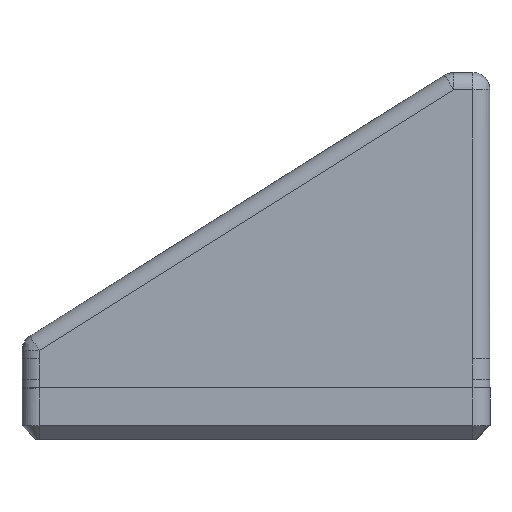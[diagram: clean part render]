
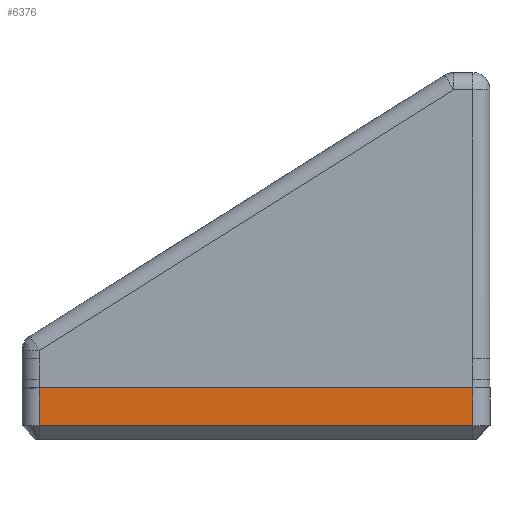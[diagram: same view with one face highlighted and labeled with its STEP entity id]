
A CAD part, left-side view. The second image highlights one B-rep face of the part: STEP entity #6376.
In plain terms, the highlighted planar face has unit normal (-1, 0, 0).
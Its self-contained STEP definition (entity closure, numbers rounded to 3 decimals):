
#1234 = ( BOUNDED_SURFACE() B_SPLINE_SURFACE(1,2,(
    (#1235,#1236,#1237)
    ,(#1238,#1239,#1240
)),.UNSPECIFIED.,.F.,.F.,.F.) B_SPLINE_SURFACE_WITH_KNOTS((2,2),(3,3),(
    0.,12.6),(0.,0.785),.PIECEWISE_BEZIER_KNOTS.) 
GEOMETRIC_REPRESENTATION_ITEM() RATIONAL_B_SPLINE_SURFACE((
    (1.,0.707,1.)
,(1.,0.707,1.))) REPRESENTATION_ITEM('') SURFACE() );
#1235 = CARTESIAN_POINT('',(0.,0.5,
    1.5));
#1236 = CARTESIAN_POINT('',(0.,0.5,
    1.));
#1237 = CARTESIAN_POINT('',(0.5,0.5,1.));
#1238 = CARTESIAN_POINT('',(0.,13.1,
    1.5));
#1239 = CARTESIAN_POINT('',(0.,13.1,
    1.));
#1240 = CARTESIAN_POINT('',(0.5,13.1,1.));
#1799 = CYLINDRICAL_SURFACE('',#1800,0.5);
#1800 = AXIS2_PLACEMENT_3D('',#1801,#1802,#1803);
#1801 = CARTESIAN_POINT('',(0.5,13.1,0.));
#1802 = DIRECTION('',(0.,0.,1.));
#1803 = DIRECTION('',(-1.,0.,0.));
#3826 = EDGE_CURVE('',#3827,#3829,#3831,.T.);
#3827 = VERTEX_POINT('',#3828);
#3828 = CARTESIAN_POINT('',(0.,0.5,
    1.5));
#3829 = VERTEX_POINT('',#3830);
#3830 = CARTESIAN_POINT('',(0.,13.1,1.5));
#3831 = SURFACE_CURVE('',#3832,(#3836,#3843),.PCURVE_S1.);
#3832 = LINE('',#3833,#3834);
#3833 = CARTESIAN_POINT('',(0.,0.,1.5));
#3834 = VECTOR('',#3835,1.);
#3835 = DIRECTION('',(0.,1.,0.));
#3836 = PCURVE('',#1234,#3837);
#3837 = DEFINITIONAL_REPRESENTATION('',(#3838),#3842);
#3838 = B_SPLINE_CURVE_WITH_KNOTS('',2,(#3839,#3840,#3841),
  .UNSPECIFIED.,.F.,.F.,(3,3),(0.5,13.1),
  .PIECEWISE_BEZIER_KNOTS.);
#3839 = CARTESIAN_POINT('',(0.,0.));
#3840 = CARTESIAN_POINT('',(6.3,0.));
#3841 = CARTESIAN_POINT('',(12.6,0.));
#3842 = ( GEOMETRIC_REPRESENTATION_CONTEXT(2) 
PARAMETRIC_REPRESENTATION_CONTEXT() REPRESENTATION_CONTEXT('2D SPACE',''
  ) );
#3843 = PCURVE('',#3844,#3849);
#3844 = PLANE('',#3845);
#3845 = AXIS2_PLACEMENT_3D('',#3846,#3847,#3848);
#3846 = CARTESIAN_POINT('',(0.,0.,0.));
#3847 = DIRECTION('',(1.,0.,0.));
#3848 = DIRECTION('',(0.,0.,1.));
#3849 = DEFINITIONAL_REPRESENTATION('',(#3850),#3854);
#3850 = LINE('',#3851,#3852);
#3851 = CARTESIAN_POINT('',(1.5,0.));
#3852 = VECTOR('',#3853,1.);
#3853 = DIRECTION('',(0.,-1.));
#3854 = ( GEOMETRIC_REPRESENTATION_CONTEXT(2) 
PARAMETRIC_REPRESENTATION_CONTEXT() REPRESENTATION_CONTEXT('2D SPACE',''
  ) );
#3892 = ( BOUNDED_SURFACE() B_SPLINE_SURFACE(2,2,(
    (#3893,#3894,#3895)
    ,(#3896,#3897,#3898)
    ,(#3899,#3900,#3901
)),.UNSPECIFIED.,.F.,.F.,.F.) B_SPLINE_SURFACE_WITH_KNOTS((3,3),(3,3),(
    0.,1.),(0.,1.),.PIECEWISE_BEZIER_KNOTS.) 
GEOMETRIC_REPRESENTATION_ITEM() RATIONAL_B_SPLINE_SURFACE((
    (1.,0.707,1.)
    ,(0.707,0.5,0.707)
,(1.,0.707,1.))) REPRESENTATION_ITEM('') SURFACE() );
#3893 = CARTESIAN_POINT('',(0.5,0.5,1.));
#3894 = CARTESIAN_POINT('',(0.,0.5,
    1.));
#3895 = CARTESIAN_POINT('',(0.,0.5,
    1.5));
#3896 = CARTESIAN_POINT('',(0.5,0.,1.));
#3897 = CARTESIAN_POINT('',(0.,0.,
    1.));
#3898 = CARTESIAN_POINT('',(0.,0.5,
    1.5));
#3899 = CARTESIAN_POINT('',(0.5,0.,1.5));
#3900 = CARTESIAN_POINT('',(0.,0.,
    1.5));
#3901 = CARTESIAN_POINT('',(0.,0.5,
    1.5));
#3935 = EDGE_CURVE('',#3936,#3829,#3938,.T.);
#3936 = VERTEX_POINT('',#3937);
#3937 = CARTESIAN_POINT('',(0.,13.1,0.4));
#3938 = SURFACE_CURVE('',#3939,(#3943,#3950),.PCURVE_S1.);
#3939 = LINE('',#3940,#3941);
#3940 = CARTESIAN_POINT('',(0.,13.1,0.));
#3941 = VECTOR('',#3942,1.);
#3942 = DIRECTION('',(0.,0.,1.));
#3943 = PCURVE('',#1799,#3944);
#3944 = DEFINITIONAL_REPRESENTATION('',(#3945),#3949);
#3945 = LINE('',#3946,#3947);
#3946 = CARTESIAN_POINT('',(-0.,0.));
#3947 = VECTOR('',#3948,1.);
#3948 = DIRECTION('',(-0.,1.));
#3949 = ( GEOMETRIC_REPRESENTATION_CONTEXT(2) 
PARAMETRIC_REPRESENTATION_CONTEXT() REPRESENTATION_CONTEXT('2D SPACE',''
  ) );
#3950 = PCURVE('',#3844,#3951);
#3951 = DEFINITIONAL_REPRESENTATION('',(#3952),#3956);
#3952 = LINE('',#3953,#3954);
#3953 = CARTESIAN_POINT('',(0.,-13.1));
#3954 = VECTOR('',#3955,1.);
#3955 = DIRECTION('',(1.,0.));
#3956 = ( GEOMETRIC_REPRESENTATION_CONTEXT(2) 
PARAMETRIC_REPRESENTATION_CONTEXT() REPRESENTATION_CONTEXT('2D SPACE',''
  ) );
#6376 = ADVANCED_FACE('',(#6377),#3844,.F.);
#6377 = FACE_BOUND('',#6378,.F.);
#6378 = EDGE_LOOP('',(#6379,#6409,#6435,#6436,#6437));
#6379 = ORIENTED_EDGE('',*,*,#6380,.F.);
#6380 = EDGE_CURVE('',#6381,#6383,#6385,.T.);
#6381 = VERTEX_POINT('',#6382);
#6382 = CARTESIAN_POINT('',(0.,0.5,0.4));
#6383 = VERTEX_POINT('',#6384);
#6384 = CARTESIAN_POINT('',(0.,0.5,1.5));
#6385 = SURFACE_CURVE('',#6386,(#6390,#6397),.PCURVE_S1.);
#6386 = LINE('',#6387,#6388);
#6387 = CARTESIAN_POINT('',(0.,0.5,0.));
#6388 = VECTOR('',#6389,1.);
#6389 = DIRECTION('',(0.,0.,1.));
#6390 = PCURVE('',#3844,#6391);
#6391 = DEFINITIONAL_REPRESENTATION('',(#6392),#6396);
#6392 = LINE('',#6393,#6394);
#6393 = CARTESIAN_POINT('',(0.,-0.5));
#6394 = VECTOR('',#6395,1.);
#6395 = DIRECTION('',(1.,0.));
#6396 = ( GEOMETRIC_REPRESENTATION_CONTEXT(2) 
PARAMETRIC_REPRESENTATION_CONTEXT() REPRESENTATION_CONTEXT('2D SPACE',''
  ) );
#6397 = PCURVE('',#6398,#6403);
#6398 = CYLINDRICAL_SURFACE('',#6399,0.5);
#6399 = AXIS2_PLACEMENT_3D('',#6400,#6401,#6402);
#6400 = CARTESIAN_POINT('',(0.5,0.5,0.));
#6401 = DIRECTION('',(0.,0.,1.));
#6402 = DIRECTION('',(-1.,0.,0.));
#6403 = DEFINITIONAL_REPRESENTATION('',(#6404),#6408);
#6404 = LINE('',#6405,#6406);
#6405 = CARTESIAN_POINT('',(0.,0.));
#6406 = VECTOR('',#6407,1.);
#6407 = DIRECTION('',(0.,1.));
#6408 = ( GEOMETRIC_REPRESENTATION_CONTEXT(2) 
PARAMETRIC_REPRESENTATION_CONTEXT() REPRESENTATION_CONTEXT('2D SPACE',''
  ) );
#6409 = ORIENTED_EDGE('',*,*,#6410,.T.);
#6410 = EDGE_CURVE('',#6381,#3936,#6411,.T.);
#6411 = SURFACE_CURVE('',#6412,(#6416,#6423),.PCURVE_S1.);
#6412 = LINE('',#6413,#6414);
#6413 = CARTESIAN_POINT('',(0.,0.5,0.4));
#6414 = VECTOR('',#6415,1.);
#6415 = DIRECTION('',(0.,1.,0.));
#6416 = PCURVE('',#3844,#6417);
#6417 = DEFINITIONAL_REPRESENTATION('',(#6418),#6422);
#6418 = LINE('',#6419,#6420);
#6419 = CARTESIAN_POINT('',(0.4,-0.5));
#6420 = VECTOR('',#6421,1.);
#6421 = DIRECTION('',(0.,-1.));
#6422 = ( GEOMETRIC_REPRESENTATION_CONTEXT(2) 
PARAMETRIC_REPRESENTATION_CONTEXT() REPRESENTATION_CONTEXT('2D SPACE',''
  ) );
#6423 = PCURVE('',#6424,#6429);
#6424 = PLANE('',#6425);
#6425 = AXIS2_PLACEMENT_3D('',#6426,#6427,#6428);
#6426 = CARTESIAN_POINT('',(0.2,0.5,0.2));
#6427 = DIRECTION('',(-0.707,0.,-0.707));
#6428 = DIRECTION('',(0.,1.,0.));
#6429 = DEFINITIONAL_REPRESENTATION('',(#6430),#6434);
#6430 = LINE('',#6431,#6432);
#6431 = CARTESIAN_POINT('',(0.,-0.283));
#6432 = VECTOR('',#6433,1.);
#6433 = DIRECTION('',(1.,0.));
#6434 = ( GEOMETRIC_REPRESENTATION_CONTEXT(2) 
PARAMETRIC_REPRESENTATION_CONTEXT() REPRESENTATION_CONTEXT('2D SPACE',''
  ) );
#6435 = ORIENTED_EDGE('',*,*,#3935,.T.);
#6436 = ORIENTED_EDGE('',*,*,#3826,.F.);
#6437 = ORIENTED_EDGE('',*,*,#6438,.F.);
#6438 = EDGE_CURVE('',#6383,#3827,#6439,.T.);
#6439 = SURFACE_CURVE('',#6440,(#6444,#6451),.PCURVE_S1.);
#6440 = LINE('',#6441,#6442);
#6441 = CARTESIAN_POINT('',(0.,0.,1.5));
#6442 = VECTOR('',#6443,1.);
#6443 = DIRECTION('',(0.,1.,0.));
#6444 = PCURVE('',#3844,#6445);
#6445 = DEFINITIONAL_REPRESENTATION('',(#6446),#6450);
#6446 = LINE('',#6447,#6448);
#6447 = CARTESIAN_POINT('',(1.5,0.));
#6448 = VECTOR('',#6449,1.);
#6449 = DIRECTION('',(0.,-1.));
#6450 = ( GEOMETRIC_REPRESENTATION_CONTEXT(2) 
PARAMETRIC_REPRESENTATION_CONTEXT() REPRESENTATION_CONTEXT('2D SPACE',''
  ) );
#6451 = PCURVE('',#3892,#6452);
#6452 = DEFINITIONAL_REPRESENTATION('',(#6453),#6471);
#6453 = B_SPLINE_CURVE_WITH_KNOTS('',6,(#6454,#6455,#6456,#6457,#6458,
    #6459,#6460,#6461,#6462,#6463,#6464,#6465,#6466,#6467,#6468,#6469,
    #6470),.UNSPECIFIED.,.F.,.F.,(7,5,5,7),(0.5,0.5,
    0.5,0.5),.UNSPECIFIED.);
#6454 = CARTESIAN_POINT('',(0.481,0.999));
#6455 = CARTESIAN_POINT('',(0.456,1.));
#6456 = CARTESIAN_POINT('',(0.429,1.));
#6457 = CARTESIAN_POINT('',(0.398,1.));
#6458 = CARTESIAN_POINT('',(0.365,1.));
#6459 = CARTESIAN_POINT('',(0.329,1.));
#6460 = CARTESIAN_POINT('',(0.269,1.));
#6461 = CARTESIAN_POINT('',(0.248,1.));
#6462 = CARTESIAN_POINT('',(0.227,1.));
#6463 = CARTESIAN_POINT('',(0.204,1.));
#6464 = CARTESIAN_POINT('',(0.181,1.));
#6465 = CARTESIAN_POINT('',(0.132,1.));
#6466 = CARTESIAN_POINT('',(0.107,1.));
#6467 = CARTESIAN_POINT('',(0.081,1.));
#6468 = CARTESIAN_POINT('',(0.055,1.));
#6469 = CARTESIAN_POINT('',(0.028,1.));
#6470 = CARTESIAN_POINT('',(0.,1.));
#6471 = ( GEOMETRIC_REPRESENTATION_CONTEXT(2) 
PARAMETRIC_REPRESENTATION_CONTEXT() REPRESENTATION_CONTEXT('2D SPACE',''
  ) );
